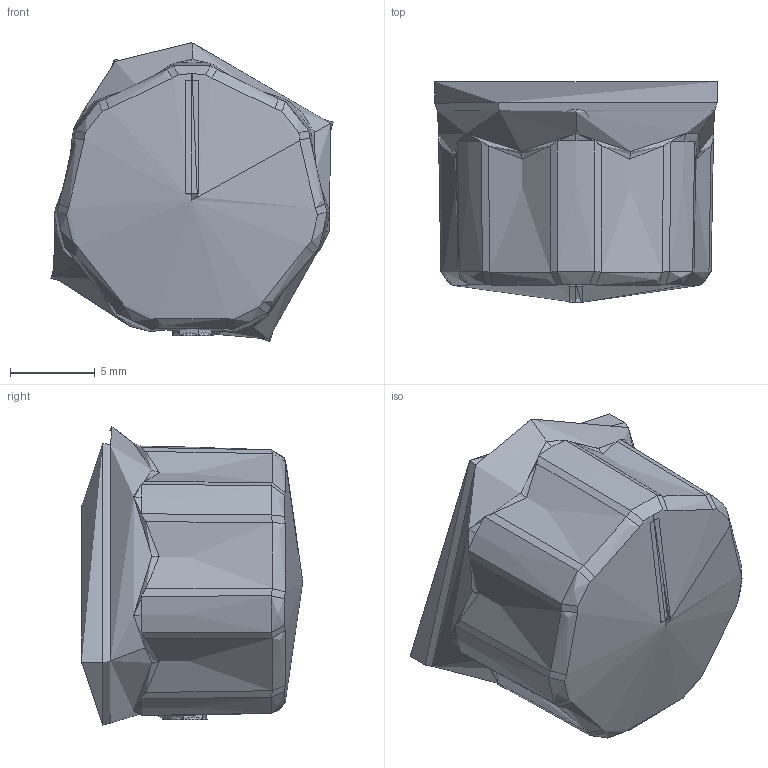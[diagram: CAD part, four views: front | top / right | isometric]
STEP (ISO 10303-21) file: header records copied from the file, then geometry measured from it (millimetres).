
FILE_DESCRIPTION(/* description */ (''),/* implementation_level */ '2;1');
FILE_NAME(/* name */ 'Knob_MESA_01-GC-STEP',/* time_stamp */ '2018-07-18T19:08:52-07:00',/* author */ (''),/* organization */ (''),/* preprocessor_version */ 'ST-DEVELOPER v16.5',/* originating_system */ '',/* authorisation */ '');
FILE_SCHEMA (('AUTOMOTIVE_DESIGN'));
Length unit declared in the file: inch
Products named in the file (1): Document
Bounding box: 16.63 x 13 x 17.59 mm (x, y, z)
Volume: 41.3 mm3; surface area: 1509.2 mm2
Topology: 1 solids, 9 shells, 171 faces, 457 edges, 287 vertices
Faces by surface type: bspline 153, plane 18
Entity records: 19402 total; most frequent: CARTESIAN_POINT 16691, ORIENTED_EDGE 886, EDGE_CURVE 458, B_SPLINE_CURVE_WITH_KNOTS 348, VERTEX_POINT 292, EDGE_LOOP 176, ADVANCED_FACE 171, FACE_OUTER_BOUND 171
